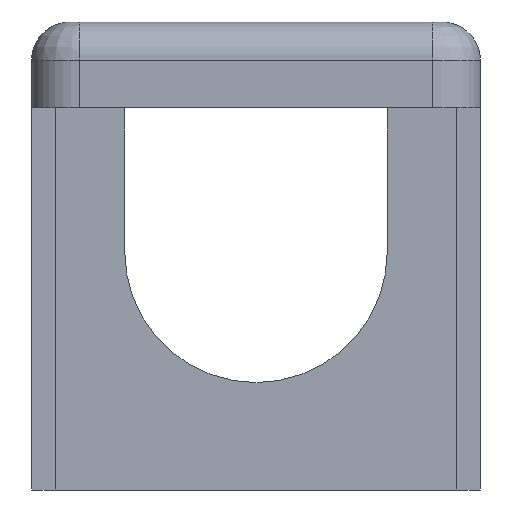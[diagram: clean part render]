
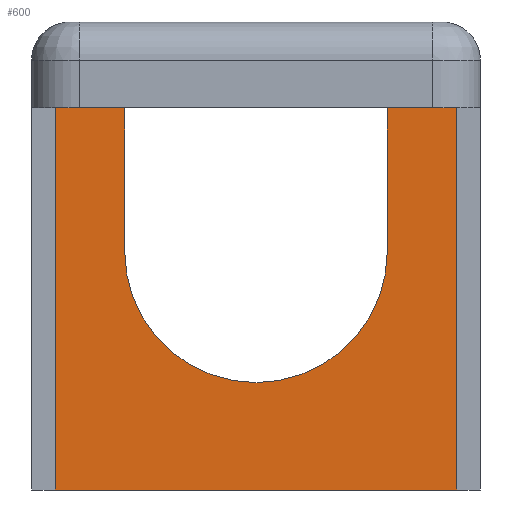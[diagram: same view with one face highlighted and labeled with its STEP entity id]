
A CAD part, front view. The second image highlights one B-rep face of the part: STEP entity #600.
In plain terms, the highlighted planar face has unit normal (0, -1, 0).
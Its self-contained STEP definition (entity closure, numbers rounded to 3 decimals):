
#154 = VERTEX_POINT('',#155);
#155 = CARTESIAN_POINT('',(-4.2,-4.5,8.));
#161 = EDGE_CURVE('',#162,#154,#164,.T.);
#162 = VERTEX_POINT('',#163);
#163 = CARTESIAN_POINT('',(-3.7,-4.5,8.));
#164 = LINE('',#165,#166);
#165 = CARTESIAN_POINT('',(4.2,-4.5,8.));
#166 = VECTOR('',#167,1.);
#167 = DIRECTION('',(-1.,0.,0.));
#169 = EDGE_CURVE('',#170,#162,#172,.T.);
#170 = VERTEX_POINT('',#171);
#171 = CARTESIAN_POINT('',(-2.75,-4.5,8.));
#172 = LINE('',#173,#174);
#173 = CARTESIAN_POINT('',(4.2,-4.5,8.));
#174 = VECTOR('',#175,1.);
#175 = DIRECTION('',(-1.,0.,0.));
#178 = VERTEX_POINT('',#179);
#179 = CARTESIAN_POINT('',(2.75,-4.5,8.));
#185 = EDGE_CURVE('',#186,#178,#188,.T.);
#186 = VERTEX_POINT('',#187);
#187 = CARTESIAN_POINT('',(3.7,-4.5,8.));
#188 = LINE('',#189,#190);
#189 = CARTESIAN_POINT('',(4.2,-4.5,8.));
#190 = VECTOR('',#191,1.);
#191 = DIRECTION('',(-1.,0.,0.));
#193 = EDGE_CURVE('',#194,#186,#196,.T.);
#194 = VERTEX_POINT('',#195);
#195 = CARTESIAN_POINT('',(4.2,-4.5,8.));
#196 = LINE('',#197,#198);
#197 = CARTESIAN_POINT('',(4.2,-4.5,8.));
#198 = VECTOR('',#199,1.);
#199 = DIRECTION('',(-1.,0.,0.));
#558 = VERTEX_POINT('',#559);
#559 = CARTESIAN_POINT('',(4.2,-4.5,0.));
#565 = EDGE_CURVE('',#194,#558,#566,.T.);
#566 = LINE('',#567,#568);
#567 = CARTESIAN_POINT('',(4.2,-4.5,8.));
#568 = VECTOR('',#569,1.);
#569 = DIRECTION('',(0.,0.,-1.));
#580 = EDGE_CURVE('',#154,#581,#583,.T.);
#581 = VERTEX_POINT('',#582);
#582 = CARTESIAN_POINT('',(-4.2,-4.5,0.));
#583 = LINE('',#584,#585);
#584 = CARTESIAN_POINT('',(-4.2,-4.5,8.));
#585 = VECTOR('',#586,1.);
#586 = DIRECTION('',(0.,0.,-1.));
#600 = ADVANCED_FACE('',(#601),#638,.F.);
#601 = FACE_BOUND('',#602,.F.);
#602 = EDGE_LOOP('',(#603,#604,#605,#611,#612,#613,#614,#622,#631,#637)
  );
#603 = ORIENTED_EDGE('',*,*,#193,.F.);
#604 = ORIENTED_EDGE('',*,*,#565,.T.);
#605 = ORIENTED_EDGE('',*,*,#606,.T.);
#606 = EDGE_CURVE('',#558,#581,#607,.T.);
#607 = LINE('',#608,#609);
#608 = CARTESIAN_POINT('',(4.2,-4.5,0.));
#609 = VECTOR('',#610,1.);
#610 = DIRECTION('',(-1.,0.,0.));
#611 = ORIENTED_EDGE('',*,*,#580,.F.);
#612 = ORIENTED_EDGE('',*,*,#161,.F.);
#613 = ORIENTED_EDGE('',*,*,#169,.F.);
#614 = ORIENTED_EDGE('',*,*,#615,.F.);
#615 = EDGE_CURVE('',#616,#170,#618,.T.);
#616 = VERTEX_POINT('',#617);
#617 = CARTESIAN_POINT('',(-2.75,-4.5,5.));
#618 = LINE('',#619,#620);
#619 = CARTESIAN_POINT('',(-2.75,-4.5,5.));
#620 = VECTOR('',#621,1.);
#621 = DIRECTION('',(0.,0.,1.));
#622 = ORIENTED_EDGE('',*,*,#623,.T.);
#623 = EDGE_CURVE('',#616,#624,#626,.T.);
#624 = VERTEX_POINT('',#625);
#625 = CARTESIAN_POINT('',(2.75,-4.5,5.));
#626 = CIRCLE('',#627,2.75);
#627 = AXIS2_PLACEMENT_3D('',#628,#629,#630);
#628 = CARTESIAN_POINT('',(0.,-4.5,5.));
#629 = DIRECTION('',(0.,-1.,0.));
#630 = DIRECTION('',(1.,0.,0.));
#631 = ORIENTED_EDGE('',*,*,#632,.F.);
#632 = EDGE_CURVE('',#178,#624,#633,.T.);
#633 = LINE('',#634,#635);
#634 = CARTESIAN_POINT('',(2.75,-4.5,8.));
#635 = VECTOR('',#636,1.);
#636 = DIRECTION('',(0.,-0.,-1.));
#637 = ORIENTED_EDGE('',*,*,#185,.F.);
#638 = PLANE('',#639);
#639 = AXIS2_PLACEMENT_3D('',#640,#641,#642);
#640 = CARTESIAN_POINT('',(4.2,-4.5,8.));
#641 = DIRECTION('',(0.,1.,0.));
#642 = DIRECTION('',(-1.,0.,0.));
